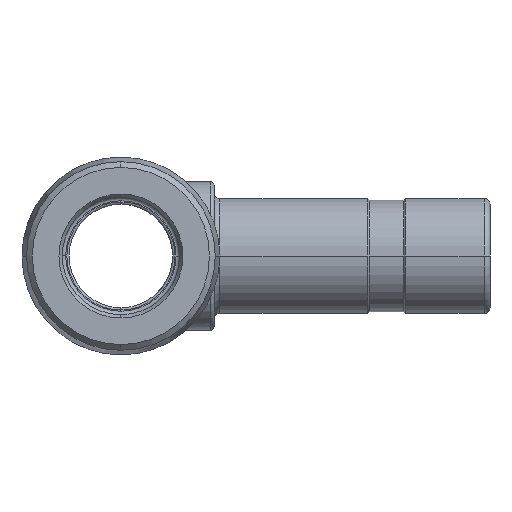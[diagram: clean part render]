
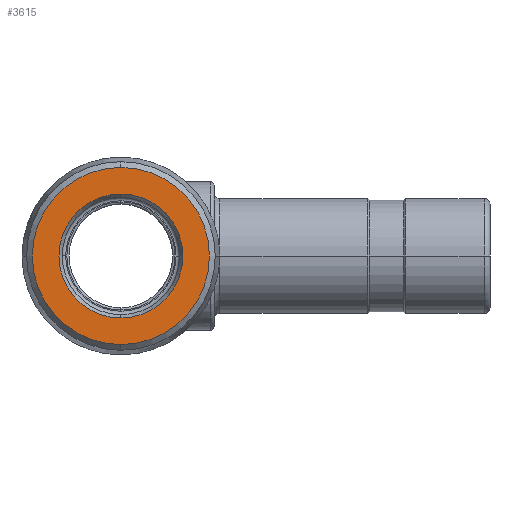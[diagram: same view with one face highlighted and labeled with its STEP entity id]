
A CAD part, left-side view. The second image highlights one B-rep face of the part: STEP entity #3615.
In plain terms, the highlighted planar face has unit normal (-1, 0, 0).
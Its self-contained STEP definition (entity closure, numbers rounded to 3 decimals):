
#1264=CARTESIAN_POINT('',(-26.1,0.,0.));
#1265=DIRECTION('',(-1.,0.,0.));
#1266=DIRECTION('',(0.,0.,-1.));
#1267=AXIS2_PLACEMENT_3D('',#1264,#1265,#1266);
#1277=CARTESIAN_POINT('',(-26.1,0.,0.));
#1278=DIRECTION('',(1.,0.,0.));
#1279=DIRECTION('',(0.,0.,-1.));
#1280=AXIS2_PLACEMENT_3D('',#1277,#1278,#1279);
#1282=CARTESIAN_POINT('',(-26.1,0.,0.));
#1283=DIRECTION('',(1.,0.,0.));
#1284=DIRECTION('',(0.,0.,-1.));
#1285=AXIS2_PLACEMENT_3D('',#1282,#1283,#1284);
#1287=CARTESIAN_POINT('',(-26.1,0.,0.));
#1288=DIRECTION('',(-1.,0.,0.));
#1289=DIRECTION('',(0.,0.,-1.));
#1290=AXIS2_PLACEMENT_3D('',#1287,#1288,#1289);
#1648=CARTESIAN_POINT('',(-26.1,0.,-5.389));
#1650=VERTEX_POINT('',#1648);
#1651=CARTESIAN_POINT('',(-26.1,0.,-7.7));
#1653=VERTEX_POINT('',#1651);
#1658=CARTESIAN_POINT('',(-26.1,0.,5.389));
#1660=VERTEX_POINT('',#1658);
#1661=CARTESIAN_POINT('',(-26.1,0.,7.7));
#1663=VERTEX_POINT('',#1661);
#3600=CARTESIAN_POINT('',(-26.1,0.,0.));
#3601=DIRECTION('',(-1.,0.,0.));
#3602=DIRECTION('',(0.,0.,1.));
#3603=AXIS2_PLACEMENT_3D('',#3600,#3601,#3602);
#3604=PLANE('',#3603);
#3605=ORIENTED_EDGE('',*,*,#3579,.F.);
#3606=ORIENTED_EDGE('',*,*,#3595,.T.);
#3607=EDGE_LOOP('',(#3605,#3606));
#3608=FACE_OUTER_BOUND('',#3607,.F.);
#3610=ORIENTED_EDGE('',*,*,#3609,.F.);
#3612=ORIENTED_EDGE('',*,*,#3611,.T.);
#3613=EDGE_LOOP('',(#3610,#3612));
#3614=FACE_BOUND('',#3613,.F.);
#3615=ADVANCED_FACE('',(#3608,#3614),#3604,.T.);
#1268=CIRCLE('',#1267,7.7);
#1281=CIRCLE('',#1280,7.7);
#1286=CIRCLE('',#1285,5.389);
#1291=CIRCLE('',#1290,5.389);
#3579=EDGE_CURVE('',#1653,#1663,#1268,.T.);
#3595=EDGE_CURVE('',#1653,#1663,#1281,.T.);
#3609=EDGE_CURVE('',#1650,#1660,#1286,.T.);
#3611=EDGE_CURVE('',#1650,#1660,#1291,.T.);
